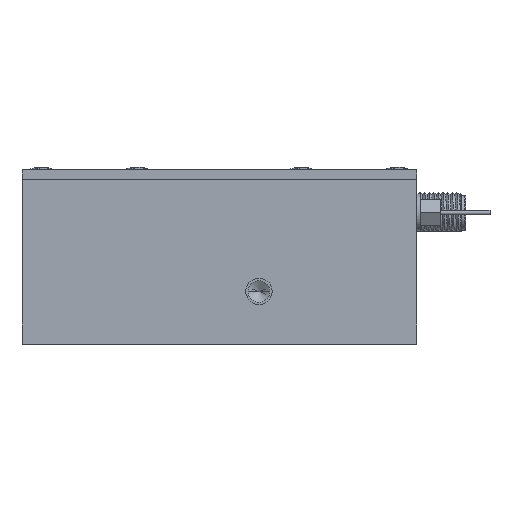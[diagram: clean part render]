
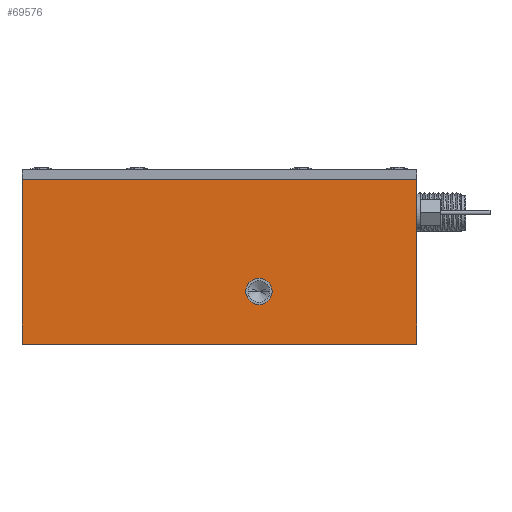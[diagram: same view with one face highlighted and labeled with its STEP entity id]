
A CAD part, top view. The second image highlights one B-rep face of the part: STEP entity #69576.
In plain terms, the highlighted planar face has unit normal (0, 0, 1).
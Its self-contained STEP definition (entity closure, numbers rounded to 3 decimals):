
#47806 = AXIS2_PLACEMENT_3D ( 'NONE', #47940, #47939, #47937 ) ;
#47807 = CIRCLE ( 'NONE', #47806, 2. ) ;
#47929 = CARTESIAN_POINT ( 'NONE',  ( 8., 8., 25. ) ) ;
#47934 = CARTESIAN_POINT ( 'NONE',  ( 4., 8., 25. ) ) ;
#47937 = DIRECTION ( 'NONE',  ( 1., 0., 0. ) ) ;
#47939 = DIRECTION ( 'NONE',  ( 0., 0., 1. ) ) ;
#47940 = CARTESIAN_POINT ( 'NONE',  ( 6., 8., 25. ) ) ;
#59208 = EDGE_CURVE ( 'NONE', #59211, #59221, #47807, .T. ) ;
#59211 = VERTEX_POINT ( 'NONE', #47934 ) ;
#59221 = VERTEX_POINT ( 'NONE', #47929 ) ;
#67820 = EDGE_CURVE ( 'NONE', #68146, #68276, #93764, .T. ) ;
#68146 = VERTEX_POINT ( 'NONE', #94185 ) ;
#68276 = VERTEX_POINT ( 'NONE', #94347 ) ;
#69430 = VERTEX_POINT ( 'NONE', #98187 ) ;
#69454 = EDGE_CURVE ( 'NONE', #68276, #69430, #98201, .T. ) ;
#69576 = ADVANCED_FACE ( 'NONE', ( #98429, #98428 ), #98427, .F. ) ;
#69581 = EDGE_LOOP ( 'NONE', ( #69754, #69926 ) ) ;
#69665 = ORIENTED_EDGE ( 'NONE', *, *, #67820, .T. ) ;
#69695 = EDGE_CURVE ( 'NONE', #59221, #59211, #98621, .T. ) ;
#69738 = EDGE_CURVE ( 'NONE', #68146, #69821, #98765, .T. ) ;
#69754 = ORIENTED_EDGE ( 'NONE', *, *, #69695, .F. ) ;
#69821 = VERTEX_POINT ( 'NONE', #98943 ) ;
#69926 = ORIENTED_EDGE ( 'NONE', *, *, #59208, .F. ) ;
#69931 = EDGE_LOOP ( 'NONE', ( #70087, #69981, #70036, #69665 ) ) ;
#69981 = ORIENTED_EDGE ( 'NONE', *, *, #69994, .F. ) ;
#69994 = EDGE_CURVE ( 'NONE', #69821, #69430, #99218, .T. ) ;
#70036 = ORIENTED_EDGE ( 'NONE', *, *, #69738, .F. ) ;
#70087 = ORIENTED_EDGE ( 'NONE', *, *, #69454, .T. ) ;
#93755 = DIRECTION ( 'NONE',  ( 0., -1., 0. ) ) ;
#93756 = VECTOR ( 'NONE', #93755, 1000. ) ;
#93757 = CARTESIAN_POINT ( 'NONE',  ( -30., 25., 25. ) ) ;
#93764 = LINE ( 'NONE', #93757, #93756 ) ;
#94185 = CARTESIAN_POINT ( 'NONE',  ( -30., 25., 25. ) ) ;
#94347 = CARTESIAN_POINT ( 'NONE',  ( -30., 0., 25. ) ) ;
#98187 = CARTESIAN_POINT ( 'NONE',  ( 30., 0., 25. ) ) ;
#98198 = DIRECTION ( 'NONE',  ( 1., 0., 0. ) ) ;
#98199 = VECTOR ( 'NONE', #98198, 1000. ) ;
#98200 = CARTESIAN_POINT ( 'NONE',  ( -30., 0., 25. ) ) ;
#98201 = LINE ( 'NONE', #98200, #98199 ) ;
#98423 = DIRECTION ( 'NONE',  ( -1., 0., 0. ) ) ;
#98424 = DIRECTION ( 'NONE',  ( 0., 0., -1. ) ) ;
#98425 = CARTESIAN_POINT ( 'NONE',  ( -30., 25., 25. ) ) ;
#98426 = AXIS2_PLACEMENT_3D ( 'NONE', #98425, #98424, #98423 ) ;
#98427 = PLANE ( 'NONE',  #98426 ) ;
#98428 = FACE_OUTER_BOUND ( 'NONE', #69931, .T. ) ;
#98429 = FACE_BOUND ( 'NONE', #69581, .T. ) ;
#98617 = DIRECTION ( 'NONE',  ( 1., 0., 0. ) ) ;
#98618 = DIRECTION ( 'NONE',  ( 0., 0., 1. ) ) ;
#98619 = CARTESIAN_POINT ( 'NONE',  ( 6., 8., 25. ) ) ;
#98620 = AXIS2_PLACEMENT_3D ( 'NONE', #98619, #98618, #98617 ) ;
#98621 = CIRCLE ( 'NONE', #98620, 2. ) ;
#98762 = DIRECTION ( 'NONE',  ( 1., 0., 0. ) ) ;
#98763 = VECTOR ( 'NONE', #98762, 1000. ) ;
#98764 = CARTESIAN_POINT ( 'NONE',  ( -30., 25., 25. ) ) ;
#98765 = LINE ( 'NONE', #98764, #98763 ) ;
#98943 = CARTESIAN_POINT ( 'NONE',  ( 30., 25., 25. ) ) ;
#99215 = DIRECTION ( 'NONE',  ( 0., -1., 0. ) ) ;
#99216 = VECTOR ( 'NONE', #99215, 1000. ) ;
#99217 = CARTESIAN_POINT ( 'NONE',  ( 30., 25., 25. ) ) ;
#99218 = LINE ( 'NONE', #99217, #99216 ) ;
